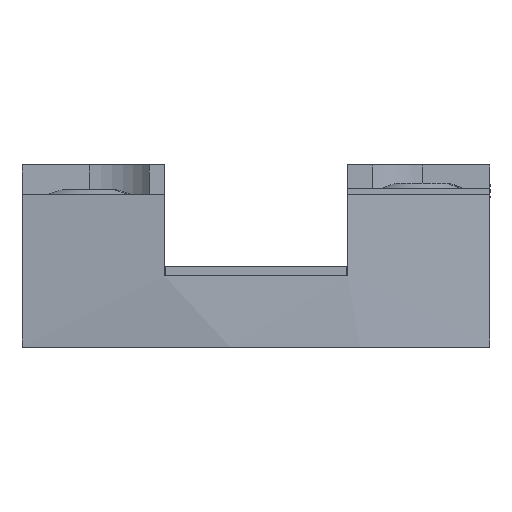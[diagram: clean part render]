
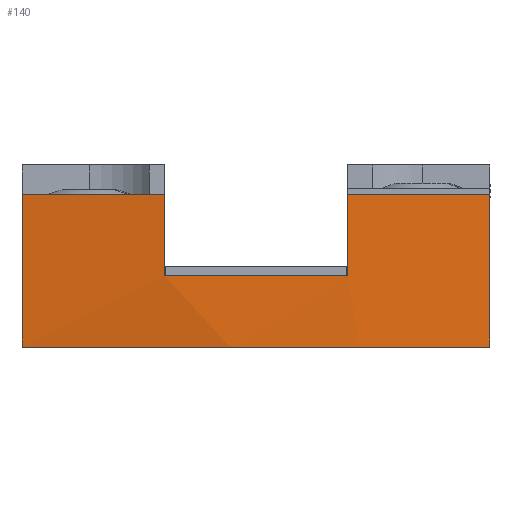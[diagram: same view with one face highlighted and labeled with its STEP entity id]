
A CAD part, left-side view. The second image highlights one B-rep face of the part: STEP entity #140.
In plain terms, the highlighted free-form (B-spline) face has degree [3, 1] with [4, 2] control points.
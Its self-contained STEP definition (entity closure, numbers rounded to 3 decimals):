
#140=ADVANCED_FACE('',(#258),#1957,.T.);
#258=FACE_OUTER_BOUND('',#403,.T.);
#403=EDGE_LOOP('',(#892,#893,#894,#895,#896,#897,#898,#899));
#892=ORIENTED_EDGE('',*,*,#1368,.T.);
#893=ORIENTED_EDGE('',*,*,#1314,.F.);
#894=ORIENTED_EDGE('',*,*,#1313,.F.);
#895=ORIENTED_EDGE('',*,*,#1319,.T.);
#896=ORIENTED_EDGE('',*,*,#1310,.F.);
#897=ORIENTED_EDGE('',*,*,#1381,.F.);
#898=ORIENTED_EDGE('',*,*,#1370,.T.);
#899=ORIENTED_EDGE('',*,*,#1369,.T.);
#1310=EDGE_CURVE('',#1893,#1878,#1695,.T.);
#1313=EDGE_CURVE('',#1877,#1895,#1698,.T.);
#1314=EDGE_CURVE('',#1895,#1923,#1699,.T.);
#1319=EDGE_CURVE('',#1877,#1878,#1700,.T.);
#1368=EDGE_CURVE('',#1926,#1923,#1730,.T.);
#1369=EDGE_CURVE('',#1927,#1926,#1731,.T.);
#1370=EDGE_CURVE('',#1928,#1927,#1732,.T.);
#1381=EDGE_CURVE('',#1928,#1893,#1579,.T.);
#1579=(
BOUNDED_CURVE()
B_SPLINE_CURVE(3,(#4112,#4113,#4114,#4115),.UNSPECIFIED.,.F.,.F.)
B_SPLINE_CURVE_WITH_KNOTS((4,4),(54.869,70.694),
 .UNSPECIFIED.)
CURVE()
GEOMETRIC_REPRESENTATION_ITEM()
RATIONAL_B_SPLINE_CURVE((1.,1.,1.,1.))
REPRESENTATION_ITEM('')
);
#1695=B_SPLINE_CURVE_WITH_KNOTS('',1,(#3910,#3911,#3912),.UNSPECIFIED.,
 .F.,.F.,(2,1,2),(-0.47,0.,16.5),.UNSPECIFIED.);
#1698=B_SPLINE_CURVE_WITH_KNOTS('',1,(#3919,#3920,#3921),.UNSPECIFIED.,
 .F.,.F.,(2,1,2),(52.4,68.9,69.37),
 .UNSPECIFIED.);
#1699=B_SPLINE_CURVE_WITH_KNOTS('',3,(#3922,#3923,#3924,#3925),
 .UNSPECIFIED.,.F.,.F.,(4,4),(18.694,34.519),
 .UNSPECIFIED.);
#1700=B_SPLINE_CURVE_WITH_KNOTS('',3,(#3943,#3944,#3945,#3946),
 .UNSPECIFIED.,.F.,.F.,(4,4),(18.694,70.694),
 .UNSPECIFIED.);
#1730=B_SPLINE_CURVE_WITH_KNOTS('',1,(#4084,#4085),.UNSPECIFIED.,.F.,.F.,
(2,2),(7.925,16.97),.UNSPECIFIED.);
#1731=B_SPLINE_CURVE_WITH_KNOTS('',3,(#4086,#4087,#4088,#4089),
 .UNSPECIFIED.,.F.,.F.,(4,4),(-54.869,-34.519),
 .UNSPECIFIED.);
#1732=B_SPLINE_CURVE_WITH_KNOTS('',1,(#4090,#4091),.UNSPECIFIED.,.F.,.F.,
(2,2),(-16.97,-7.925),.UNSPECIFIED.);
#1877=VERTEX_POINT('',#3725);
#1878=VERTEX_POINT('',#3726);
#1893=VERTEX_POINT('',#3741);
#1895=VERTEX_POINT('',#3743);
#1923=VERTEX_POINT('',#3771);
#1926=VERTEX_POINT('',#3774);
#1927=VERTEX_POINT('',#3775);
#1928=VERTEX_POINT('',#3776);
#1957=B_SPLINE_SURFACE_WITH_KNOTS('',3,1,((#3384,#3385),(#3386,#3387),(#3388,
#3389),(#3390,#3391)),.UNSPECIFIED.,.F.,.F.,.F.,(4,4),(2,2),(18.694,
70.694),(0.,16.97),.UNSPECIFIED.);
#3384=CARTESIAN_POINT('',(184.433,-86.619,-140.875));
#3385=CARTESIAN_POINT('',(184.433,-86.619,-123.905));
#3386=CARTESIAN_POINT('',(182.043,-103.953,-140.875));
#3387=CARTESIAN_POINT('',(182.043,-103.953,-123.905));
#3388=CARTESIAN_POINT('',(182.043,-121.286,-140.875));
#3389=CARTESIAN_POINT('',(182.043,-121.286,-123.905));
#3390=CARTESIAN_POINT('',(184.433,-138.619,-140.875));
#3391=CARTESIAN_POINT('',(184.433,-138.619,-123.905));
#3725=CARTESIAN_POINT('',(184.433,-86.619,-140.875));
#3726=CARTESIAN_POINT('',(184.433,-138.619,-140.875));
#3741=CARTESIAN_POINT('',(184.433,-138.619,-123.905));
#3743=CARTESIAN_POINT('',(184.433,-86.619,-123.905));
#3771=CARTESIAN_POINT('',(182.915,-102.444,-123.905));
#3774=CARTESIAN_POINT('',(182.915,-102.444,-132.95));
#3775=CARTESIAN_POINT('',(182.915,-122.794,-132.95));
#3776=CARTESIAN_POINT('',(182.915,-122.794,-123.905));
#3910=CARTESIAN_POINT('',(184.433,-138.619,-123.905));
#3911=CARTESIAN_POINT('',(184.433,-138.619,-124.375));
#3912=CARTESIAN_POINT('',(184.433,-138.619,-140.875));
#3919=CARTESIAN_POINT('',(184.433,-86.619,-140.875));
#3920=CARTESIAN_POINT('',(184.433,-86.619,-124.375));
#3921=CARTESIAN_POINT('',(184.433,-86.619,-123.905));
#3922=CARTESIAN_POINT('',(184.433,-86.619,-123.905));
#3923=CARTESIAN_POINT('',(183.705,-91.894,-123.905));
#3924=CARTESIAN_POINT('',(183.199,-97.169,-123.905));
#3925=CARTESIAN_POINT('',(182.915,-102.444,-123.905));
#3943=CARTESIAN_POINT('',(184.433,-86.619,-140.875));
#3944=CARTESIAN_POINT('',(182.043,-103.953,-140.875));
#3945=CARTESIAN_POINT('',(182.043,-121.286,-140.875));
#3946=CARTESIAN_POINT('',(184.433,-138.619,-140.875));
#4084=CARTESIAN_POINT('',(182.915,-102.444,-132.95));
#4085=CARTESIAN_POINT('',(182.915,-102.444,-123.905));
#4086=CARTESIAN_POINT('',(182.915,-122.794,-132.95));
#4087=CARTESIAN_POINT('',(182.549,-116.011,-132.95));
#4088=CARTESIAN_POINT('',(182.549,-109.228,-132.95));
#4089=CARTESIAN_POINT('',(182.915,-102.444,-132.95));
#4090=CARTESIAN_POINT('',(182.915,-122.794,-123.905));
#4091=CARTESIAN_POINT('',(182.915,-122.794,-132.95));
#4112=CARTESIAN_POINT('',(182.915,-122.794,-123.905));
#4113=CARTESIAN_POINT('',(183.199,-128.069,-123.905));
#4114=CARTESIAN_POINT('',(183.705,-133.344,-123.905));
#4115=CARTESIAN_POINT('',(184.433,-138.619,-123.905));
